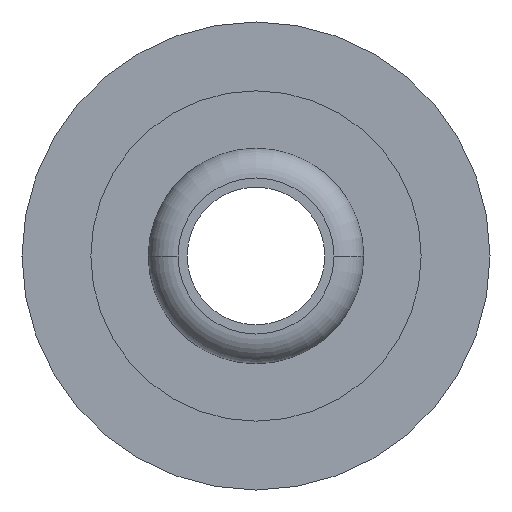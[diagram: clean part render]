
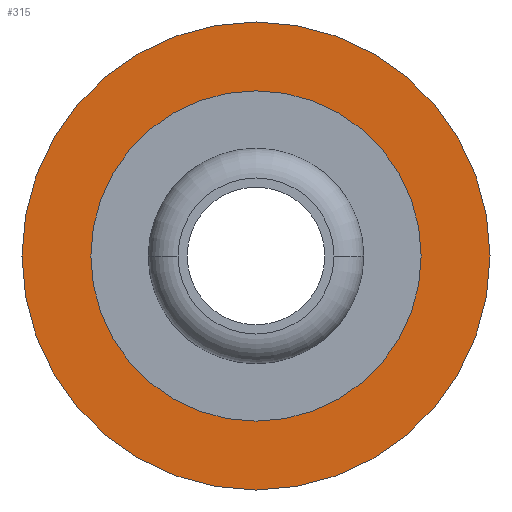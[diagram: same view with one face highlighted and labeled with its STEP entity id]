
A CAD part, front view. The second image highlights one B-rep face of the part: STEP entity #315.
In plain terms, the highlighted planar face has unit normal (0, -1, 0).
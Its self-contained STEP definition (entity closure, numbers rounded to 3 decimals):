
#13 = AXIS2_PLACEMENT_3D ( 'NONE', #357, #515, #21 ) ;
#21 = DIRECTION ( 'NONE',  ( -1., 0., 0. ) ) ;
#35 = CIRCLE ( 'NONE', #261, 10.2 ) ;
#40 = ORIENTED_EDGE ( 'NONE', *, *, #249, .F. ) ;
#58 = CARTESIAN_POINT ( 'NONE',  ( 0., 3.1, 0. ) ) ;
#80 = CARTESIAN_POINT ( 'NONE',  ( 10.2, 3.1, 0. ) ) ;
#99 = DIRECTION ( 'NONE',  ( 0., -1., 0. ) ) ;
#141 = ORIENTED_EDGE ( 'NONE', *, *, #295, .F. ) ;
#145 = DIRECTION ( 'NONE',  ( -1., 0., 0. ) ) ;
#155 = DIRECTION ( 'NONE',  ( 1., 0., 0. ) ) ;
#165 = CIRCLE ( 'NONE', #591, 10.2 ) ;
#174 = VERTEX_POINT ( 'NONE', #659 ) ;
#182 = VERTEX_POINT ( 'NONE', #666 ) ;
#200 = VERTEX_POINT ( 'NONE', #80 ) ;
#249 = EDGE_CURVE ( 'NONE', #200, #182, #165, .T. ) ;
#261 = AXIS2_PLACEMENT_3D ( 'NONE', #629, #409, #675 ) ;
#287 = CARTESIAN_POINT ( 'NONE',  ( 7.2, 3.1, 0. ) ) ;
#291 = DIRECTION ( 'NONE',  ( 0., 1., 0. ) ) ;
#295 = EDGE_CURVE ( 'NONE', #182, #200, #35, .T. ) ;
#315 = ADVANCED_FACE ( 'NONE', ( #584, #686 ), #536, .T. ) ;
#337 = EDGE_LOOP ( 'NONE', ( #141, #40 ) ) ;
#357 = CARTESIAN_POINT ( 'NONE',  ( 0., 3.1, 0. ) ) ;
#369 = ORIENTED_EDGE ( 'NONE', *, *, #694, .T. ) ;
#379 = DIRECTION ( 'NONE',  ( -1., 0., 0. ) ) ;
#390 = AXIS2_PLACEMENT_3D ( 'NONE', #58, #554, #379 ) ;
#409 = DIRECTION ( 'NONE',  ( 0., 1., 0. ) ) ;
#433 = AXIS2_PLACEMENT_3D ( 'NONE', #577, #99, #155 ) ;
#515 = DIRECTION ( 'NONE',  ( 0., 1., 0. ) ) ;
#536 = PLANE ( 'NONE',  #433 ) ;
#540 = CIRCLE ( 'NONE', #390, 7.2 ) ;
#554 = DIRECTION ( 'NONE',  ( 0., 1., 0. ) ) ;
#560 = EDGE_LOOP ( 'NONE', ( #605, #369 ) ) ;
#566 = EDGE_CURVE ( 'NONE', #174, #628, #540, .T. ) ;
#577 = CARTESIAN_POINT ( 'NONE',  ( -10.2, 3.1, 0. ) ) ;
#584 = FACE_BOUND ( 'NONE', #560, .T. ) ;
#591 = AXIS2_PLACEMENT_3D ( 'NONE', #626, #291, #145 ) ;
#605 = ORIENTED_EDGE ( 'NONE', *, *, #566, .T. ) ;
#618 = CIRCLE ( 'NONE', #13, 7.2 ) ;
#626 = CARTESIAN_POINT ( 'NONE',  ( 0., 3.1, 0. ) ) ;
#628 = VERTEX_POINT ( 'NONE', #287 ) ;
#629 = CARTESIAN_POINT ( 'NONE',  ( 0., 3.1, 0. ) ) ;
#659 = CARTESIAN_POINT ( 'NONE',  ( -7.2, 3.1, 0. ) ) ;
#666 = CARTESIAN_POINT ( 'NONE',  ( -10.2, 3.1, 0. ) ) ;
#675 = DIRECTION ( 'NONE',  ( -1., 0., 0. ) ) ;
#686 = FACE_OUTER_BOUND ( 'NONE', #337, .T. ) ;
#694 = EDGE_CURVE ( 'NONE', #628, #174, #618, .T. ) ;
